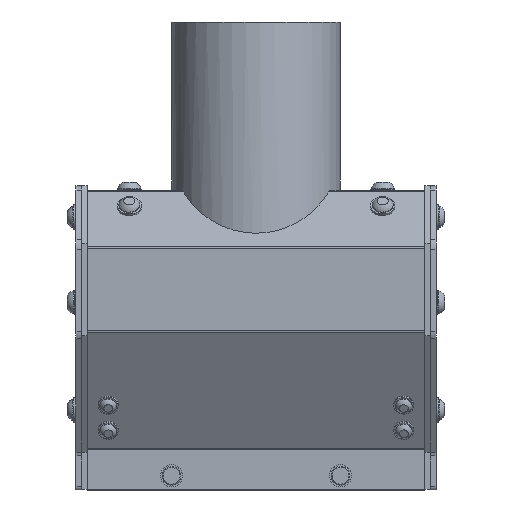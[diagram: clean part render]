
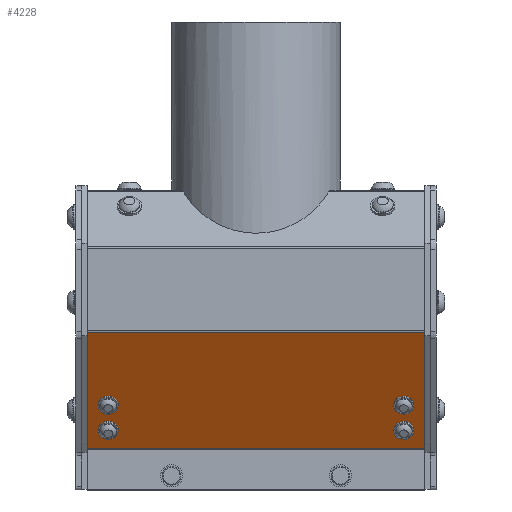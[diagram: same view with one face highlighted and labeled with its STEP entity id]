
A CAD part, top view. The second image highlights one B-rep face of the part: STEP entity #4228.
In plain terms, the highlighted planar face has unit normal (0, -0.537, 0.843).
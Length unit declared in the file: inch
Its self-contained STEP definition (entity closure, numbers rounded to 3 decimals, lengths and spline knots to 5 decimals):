
#221=FACE_BOUND('',#1569,.T.);
#222=FACE_BOUND('',#1570,.T.);
#223=FACE_BOUND('',#1571,.T.);
#224=FACE_BOUND('',#1572,.T.);
#445=LINE('',#11449,#681);
#459=LINE('',#11491,#695);
#460=LINE('',#11494,#696);
#461=LINE('',#11495,#697);
#681=VECTOR('',#5905,0.3937);
#695=VECTOR('',#5951,0.3937);
#696=VECTOR('',#5954,0.3937);
#697=VECTOR('',#5955,0.3937);
#858=PLANE('',#4749);
#1147=FACE_OUTER_BOUND('',#1568,.T.);
#1568=EDGE_LOOP('',(#3692,#3693,#3694,#3695));
#1569=EDGE_LOOP('',(#3696));
#1570=EDGE_LOOP('',(#3697));
#1571=EDGE_LOOP('',(#3698));
#1572=EDGE_LOOP('',(#3699));
#1822=CIRCLE('',#4676,0.17717);
#1823=CIRCLE('',#4678,0.17717);
#1824=CIRCLE('',#4680,0.17717);
#1825=CIRCLE('',#4682,0.17717);
#2161=VERTEX_POINT('',#11286);
#2162=VERTEX_POINT('',#11289);
#2163=VERTEX_POINT('',#11292);
#2164=VERTEX_POINT('',#11295);
#2218=VERTEX_POINT('',#11446);
#2219=VERTEX_POINT('',#11448);
#2231=VERTEX_POINT('',#11489);
#2232=VERTEX_POINT('',#11493);
#2646=EDGE_CURVE('',#2161,#2161,#1822,.T.);
#2647=EDGE_CURVE('',#2162,#2162,#1823,.T.);
#2648=EDGE_CURVE('',#2163,#2163,#1824,.T.);
#2649=EDGE_CURVE('',#2164,#2164,#1825,.T.);
#2721=EDGE_CURVE('',#2218,#2219,#445,.T.);
#2742=EDGE_CURVE('',#2231,#2218,#459,.T.);
#2743=EDGE_CURVE('',#2219,#2232,#460,.T.);
#2744=EDGE_CURVE('',#2232,#2231,#461,.T.);
#3692=ORIENTED_EDGE('',*,*,#2743,.F.);
#3693=ORIENTED_EDGE('',*,*,#2721,.F.);
#3694=ORIENTED_EDGE('',*,*,#2742,.F.);
#3695=ORIENTED_EDGE('',*,*,#2744,.F.);
#3696=ORIENTED_EDGE('',*,*,#2649,.T.);
#3697=ORIENTED_EDGE('',*,*,#2648,.T.);
#3698=ORIENTED_EDGE('',*,*,#2647,.T.);
#3699=ORIENTED_EDGE('',*,*,#2646,.T.);
#4228=ADVANCED_FACE('',(#1147,#221,#222,#223,#224),#858,.T.);
#4676=AXIS2_PLACEMENT_3D('',#11287,#5744,#5745);
#4678=AXIS2_PLACEMENT_3D('',#11290,#5748,#5749);
#4680=AXIS2_PLACEMENT_3D('',#11293,#5752,#5753);
#4682=AXIS2_PLACEMENT_3D('',#11296,#5756,#5757);
#4749=AXIS2_PLACEMENT_3D('',#11492,#5952,#5953);
#5744=DIRECTION('center_axis',(0.,0.537,-0.843));
#5745=DIRECTION('ref_axis',(-0.914,0.343,0.219));
#5748=DIRECTION('center_axis',(0.,0.537,-0.843));
#5749=DIRECTION('ref_axis',(-0.914,0.343,0.219));
#5752=DIRECTION('center_axis',(0.,0.537,-0.843));
#5753=DIRECTION('ref_axis',(0.017,0.843,0.537));
#5756=DIRECTION('center_axis',(0.,0.537,-0.843));
#5757=DIRECTION('ref_axis',(0.017,0.843,0.537));
#5905=DIRECTION('',(0.,-0.843,-0.537));
#5951=DIRECTION('',(1.,0.,0.));
#5952=DIRECTION('center_axis',(0.,-0.537,
0.843));
#5953=DIRECTION('ref_axis',(0.,0.843,0.537));
#5954=DIRECTION('',(-1.,0.,0.));
#5955=DIRECTION('',(0.,0.843,0.537));
#11286=CARTESIAN_POINT('',(2.46315,-3.46509,0.96554));
#11287=CARTESIAN_POINT('Origin',(2.625,-3.52586,0.92683));
#11289=CARTESIAN_POINT('',(2.46315,-3.91378,0.6797));
#11290=CARTESIAN_POINT('Origin',(2.625,-3.97455,0.64098));
#11292=CARTESIAN_POINT('',(-2.6219,-3.82515,0.73616));
#11293=CARTESIAN_POINT('Origin',(-2.625,-3.97455,0.64098));
#11295=CARTESIAN_POINT('',(-2.6219,-3.37647,1.022));
#11296=CARTESIAN_POINT('Origin',(-2.625,-3.52586,0.92683));
#11446=CARTESIAN_POINT('',(3.,-2.25122,1.73886));
#11448=CARTESIAN_POINT('',(3.,-4.30282,0.43185));
#11449=CARTESIAN_POINT('',(3.,-4.3102,0.42715));
#11489=CARTESIAN_POINT('',(-3.,-2.25122,1.73886));
#11491=CARTESIAN_POINT('',(0.,-2.25122,1.73886));
#11492=CARTESIAN_POINT('Origin',(0.,-4.3102,
0.42715));
#11493=CARTESIAN_POINT('',(-3.,-4.30282,0.43185));
#11494=CARTESIAN_POINT('',(0.,-4.30282,0.43185));
#11495=CARTESIAN_POINT('',(-3.,-4.3102,0.42715));
